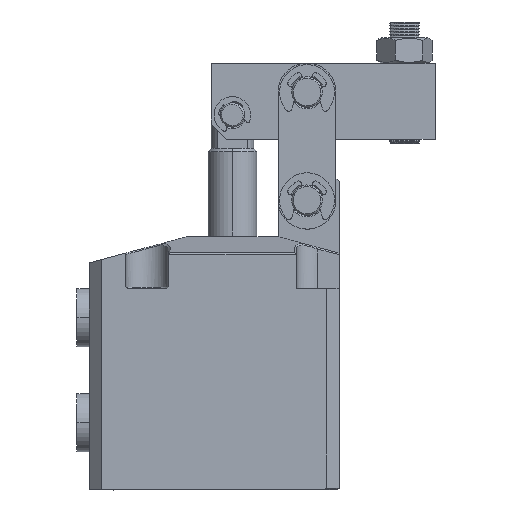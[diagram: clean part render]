
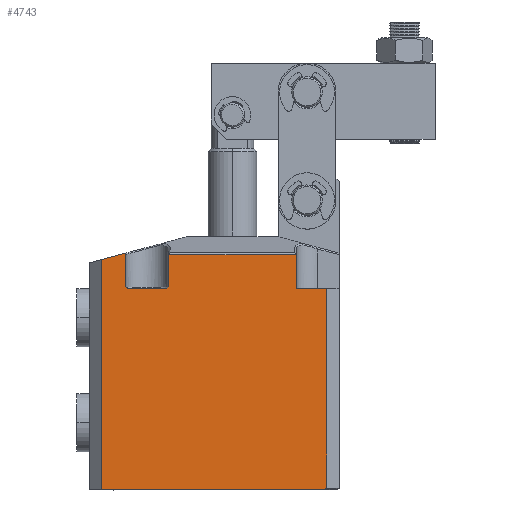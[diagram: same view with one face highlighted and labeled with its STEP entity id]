
A CAD part, top view. The second image highlights one B-rep face of the part: STEP entity #4743.
In plain terms, the highlighted planar face has unit normal (0, 0, 1).
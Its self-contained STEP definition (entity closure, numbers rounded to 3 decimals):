
#188 = LINE ( 'NONE', #15254, #16653 ) ;
#619 = CARTESIAN_POINT ( 'NONE',  ( 476.71, 180.64, 35. ) ) ;
#768 = EDGE_CURVE ( 'NONE', #6896, #12168, #15785, .T. ) ;
#1148 = CARTESIAN_POINT ( 'NONE',  ( 420.71, 180.657, 35. ) ) ;
#1275 = LINE ( 'NONE', #15608, #1916 ) ;
#1346 = FACE_OUTER_BOUND ( 'NONE', #17886, .T. ) ;
#1436 = ORIENTED_EDGE ( 'NONE', *, *, #9845, .T. ) ;
#1581 = ORIENTED_EDGE ( 'NONE', *, *, #9546, .F. ) ;
#1693 = VERTEX_POINT ( 'NONE', #3471 ) ;
#1916 = VECTOR ( 'NONE', #14908, 1000. ) ;
#1977 = EDGE_CURVE ( 'NONE', #17129, #10820, #13388, .T. ) ;
#2024 = VECTOR ( 'NONE', #5151, 1000. ) ;
#2029 = CARTESIAN_POINT ( 'NONE',  ( 486.062, 103.559, 35. ) ) ;
#2162 = CARTESIAN_POINT ( 'NONE',  ( 434.71, 180.525, 35. ) ) ;
#2199 = CARTESIAN_POINT ( 'NONE',  ( 412.71, 179.014, 35. ) ) ;
#2252 = ORIENTED_EDGE ( 'NONE', *, *, #7032, .F. ) ;
#2283 = DIRECTION ( 'NONE',  ( -0.707, -0.707, 0. ) ) ;
#2407 = EDGE_CURVE ( 'NONE', #1693, #6513, #1275, .T. ) ;
#2621 = VECTOR ( 'NONE', #17274, 1000. ) ;
#2958 = ORIENTED_EDGE ( 'NONE', *, *, #11344, .T. ) ;
#3009 = CARTESIAN_POINT ( 'NONE',  ( 412.71, 103.516, 35. ) ) ;
#3468 = VERTEX_POINT ( 'NONE', #5321 ) ;
#3471 = CARTESIAN_POINT ( 'NONE',  ( 434.21, 169.516, 35. ) ) ;
#3699 = VERTEX_POINT ( 'NONE', #16758 ) ;
#3747 = LINE ( 'NONE', #2029, #15459 ) ;
#3771 = DIRECTION ( 'NONE',  ( 1., 0., 0. ) ) ;
#3856 = CARTESIAN_POINT ( 'NONE',  ( 486.003, 103.516, 35. ) ) ;
#4019 = DIRECTION ( 'NONE',  ( 0., 1., 0. ) ) ;
#4632 = CARTESIAN_POINT ( 'NONE',  ( 476.71, 169.516, 35. ) ) ;
#4701 = VERTEX_POINT ( 'NONE', #10903 ) ;
#4743 = ADVANCED_FACE ( 'NONE', ( #1346 ), #10506, .T. ) ;
#5077 = CARTESIAN_POINT ( 'NONE',  ( 434.21, 169.516, 35. ) ) ;
#5151 = DIRECTION ( 'NONE',  ( -0.707, 0.707, 0. ) ) ;
#5232 = DIRECTION ( 'NONE',  ( -1., 0., 0. ) ) ;
#5321 = CARTESIAN_POINT ( 'NONE',  ( 434.71, 170.016, 35. ) ) ;
#5385 = LINE ( 'NONE', #3009, #16952 ) ;
#5544 = CARTESIAN_POINT ( 'NONE',  ( 412.71, 169.516, 35. ) ) ;
#5569 = ORIENTED_EDGE ( 'NONE', *, *, #12761, .T. ) ;
#5985 = ORIENTED_EDGE ( 'NONE', *, *, #12782, .T. ) ;
#6066 = ORIENTED_EDGE ( 'NONE', *, *, #10512, .T. ) ;
#6093 = VECTOR ( 'NONE', #10290, 1000. ) ;
#6513 = VERTEX_POINT ( 'NONE', #16246 ) ;
#6721 = VECTOR ( 'NONE', #7653, 1000. ) ;
#6775 = VERTEX_POINT ( 'NONE', #2199 ) ;
#6896 = VERTEX_POINT ( 'NONE', #619 ) ;
#6903 = CARTESIAN_POINT ( 'NONE',  ( 420.71, 170.016, 35. ) ) ;
#6955 = CARTESIAN_POINT ( 'NONE',  ( 420.71, 103.516, 35. ) ) ;
#7032 = EDGE_CURVE ( 'NONE', #11915, #10759, #15335, .T. ) ;
#7062 = EDGE_CURVE ( 'NONE', #3468, #1693, #10622, .T. ) ;
#7653 = DIRECTION ( 'NONE',  ( -0.966, -0.259, 0. ) ) ;
#8759 = VERTEX_POINT ( 'NONE', #11058 ) ;
#8809 = LINE ( 'NONE', #9315, #15680 ) ;
#8882 = CARTESIAN_POINT ( 'NONE',  ( 412.71, 180.657, 35. ) ) ;
#9116 = ORIENTED_EDGE ( 'NONE', *, *, #2407, .T. ) ;
#9174 = LINE ( 'NONE', #11833, #6721 ) ;
#9265 = ORIENTED_EDGE ( 'NONE', *, *, #17659, .T. ) ;
#9315 = CARTESIAN_POINT ( 'NONE',  ( 486.71, 103.516, 35. ) ) ;
#9365 = VERTEX_POINT ( 'NONE', #6903 ) ;
#9376 = CARTESIAN_POINT ( 'NONE',  ( 420.71, 180.657, 35. ) ) ;
#9465 = LINE ( 'NONE', #6955, #12311 ) ;
#9546 = EDGE_CURVE ( 'NONE', #4701, #17400, #3747, .T. ) ;
#9845 = EDGE_CURVE ( 'NONE', #10820, #6896, #188, .T. ) ;
#9985 = ORIENTED_EDGE ( 'NONE', *, *, #7062, .T. ) ;
#10085 = DIRECTION ( 'NONE',  ( 1., 0., 0. ) ) ;
#10162 = DIRECTION ( 'NONE',  ( 0., 0., 1. ) ) ;
#10183 = CARTESIAN_POINT ( 'NONE',  ( 420.316, 181.052, 35. ) ) ;
#10215 = DIRECTION ( 'NONE',  ( 0., -1., 0. ) ) ;
#10290 = DIRECTION ( 'NONE',  ( -1., 0., 0. ) ) ;
#10321 = ORIENTED_EDGE ( 'NONE', *, *, #1977, .T. ) ;
#10324 = CARTESIAN_POINT ( 'NONE',  ( 412.71, 103.516, 35. ) ) ;
#10506 = PLANE ( 'NONE',  #11654 ) ;
#10512 = EDGE_CURVE ( 'NONE', #11915, #6775, #9174, .T. ) ;
#10622 = LINE ( 'NONE', #5077, #17899 ) ;
#10759 = VERTEX_POINT ( 'NONE', #1148 ) ;
#10820 = VERTEX_POINT ( 'NONE', #4632 ) ;
#10848 = CARTESIAN_POINT ( 'NONE',  ( 434.71, 180.525, 35. ) ) ;
#10903 = CARTESIAN_POINT ( 'NONE',  ( 486.71, 104.016, 35. ) ) ;
#11054 = EDGE_CURVE ( 'NONE', #6513, #9365, #16526, .T. ) ;
#11058 = CARTESIAN_POINT ( 'NONE',  ( 412.71, 103.516, 35. ) ) ;
#11085 = LINE ( 'NONE', #10848, #17043 ) ;
#11111 = ORIENTED_EDGE ( 'NONE', *, *, #12359, .T. ) ;
#11220 = DIRECTION ( 'NONE',  ( 0., 1., 0. ) ) ;
#11344 = EDGE_CURVE ( 'NONE', #6775, #8759, #5385, .T. ) ;
#11410 = DIRECTION ( 'NONE',  ( 0., -1., 0. ) ) ;
#11654 = AXIS2_PLACEMENT_3D ( 'NONE', #10324, #10162, #10085 ) ;
#11833 = CARTESIAN_POINT ( 'NONE',  ( 420.316, 181.052, 35. ) ) ;
#11915 = VERTEX_POINT ( 'NONE', #10183 ) ;
#12168 = VERTEX_POINT ( 'NONE', #15093 ) ;
#12301 = CARTESIAN_POINT ( 'NONE',  ( 412.71, 103.516, 35. ) ) ;
#12311 = VECTOR ( 'NONE', #11220, 1000. ) ;
#12359 = EDGE_CURVE ( 'NONE', #12725, #3468, #14466, .T. ) ;
#12507 = VECTOR ( 'NONE', #5232, 1000. ) ;
#12725 = VERTEX_POINT ( 'NONE', #2162 ) ;
#12761 = EDGE_CURVE ( 'NONE', #3699, #12725, #11085, .T. ) ;
#12767 = CARTESIAN_POINT ( 'NONE',  ( 434.71, 103.516, 35. ) ) ;
#12782 = EDGE_CURVE ( 'NONE', #8759, #17400, #16202, .T. ) ;
#13373 = ORIENTED_EDGE ( 'NONE', *, *, #15919, .T. ) ;
#13388 = LINE ( 'NONE', #5544, #12507 ) ;
#13422 = DIRECTION ( 'NONE',  ( 0., 1., 0. ) ) ;
#13519 = ORIENTED_EDGE ( 'NONE', *, *, #17926, .T. ) ;
#14204 = LINE ( 'NONE', #8882, #6093 ) ;
#14310 = VECTOR ( 'NONE', #11410, 1000. ) ;
#14466 = LINE ( 'NONE', #12767, #14310 ) ;
#14602 = CARTESIAN_POINT ( 'NONE',  ( 486.71, 169.516, 35. ) ) ;
#14905 = VECTOR ( 'NONE', #3771, 1000. ) ;
#14908 = DIRECTION ( 'NONE',  ( -1., 0., 0. ) ) ;
#15093 = CARTESIAN_POINT ( 'NONE',  ( 476.693, 180.657, 35. ) ) ;
#15254 = CARTESIAN_POINT ( 'NONE',  ( 476.71, 103.516, 35. ) ) ;
#15335 = LINE ( 'NONE', #9376, #17024 ) ;
#15459 = VECTOR ( 'NONE', #16091, 1000. ) ;
#15608 = CARTESIAN_POINT ( 'NONE',  ( 412.71, 169.516, 35. ) ) ;
#15680 = VECTOR ( 'NONE', #13422, 1000. ) ;
#15785 = LINE ( 'NONE', #17229, #2621 ) ;
#15803 = ORIENTED_EDGE ( 'NONE', *, *, #768, .T. ) ;
#15919 = EDGE_CURVE ( 'NONE', #9365, #10759, #9465, .T. ) ;
#16091 = DIRECTION ( 'NONE',  ( -0.816, -0.577, 0. ) ) ;
#16202 = LINE ( 'NONE', #12301, #14905 ) ;
#16204 = DIRECTION ( 'NONE',  ( 0.707, -0.707, 0. ) ) ;
#16246 = CARTESIAN_POINT ( 'NONE',  ( 421.21, 169.516, 35. ) ) ;
#16526 = LINE ( 'NONE', #17767, #2024 ) ;
#16653 = VECTOR ( 'NONE', #4019, 1000. ) ;
#16758 = CARTESIAN_POINT ( 'NONE',  ( 434.827, 180.657, 35. ) ) ;
#16952 = VECTOR ( 'NONE', #10215, 1000. ) ;
#17024 = VECTOR ( 'NONE', #16204, 1000. ) ;
#17043 = VECTOR ( 'NONE', #17581, 1000. ) ;
#17129 = VERTEX_POINT ( 'NONE', #14602 ) ;
#17229 = CARTESIAN_POINT ( 'NONE',  ( 475.281, 182.119, 35. ) ) ;
#17274 = DIRECTION ( 'NONE',  ( -0.695, 0.719, 0. ) ) ;
#17400 = VERTEX_POINT ( 'NONE', #3856 ) ;
#17581 = DIRECTION ( 'NONE',  ( -0.662, -0.75, 0. ) ) ;
#17659 = EDGE_CURVE ( 'NONE', #12168, #3699, #14204, .T. ) ;
#17767 = CARTESIAN_POINT ( 'NONE',  ( 420.71, 170.016, 35. ) ) ;
#17886 = EDGE_LOOP ( 'NONE', ( #9265, #5569, #11111, #9985, #9116, #17939, #13373, #2252, #6066, #2958, #5985, #1581, #13519, #10321, #1436, #15803 ) ) ;
#17899 = VECTOR ( 'NONE', #2283, 1000. ) ;
#17926 = EDGE_CURVE ( 'NONE', #4701, #17129, #8809, .T. ) ;
#17939 = ORIENTED_EDGE ( 'NONE', *, *, #11054, .T. ) ;
